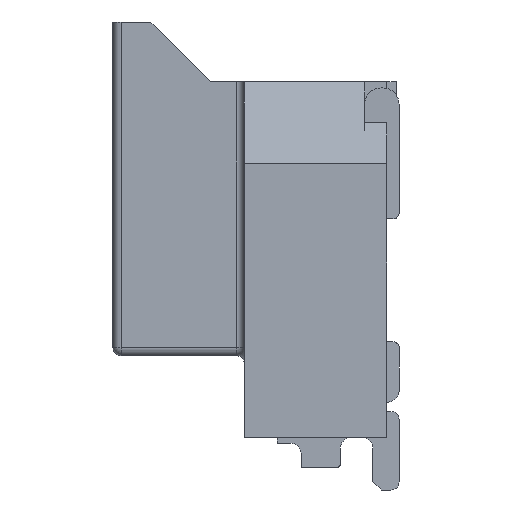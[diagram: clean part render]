
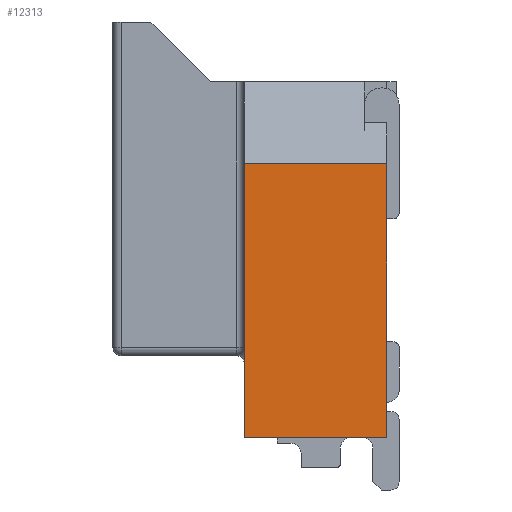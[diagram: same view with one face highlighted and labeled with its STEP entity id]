
A CAD part, left-side view. The second image highlights one B-rep face of the part: STEP entity #12313.
In plain terms, the highlighted planar face has unit normal (-1, 0, 0).
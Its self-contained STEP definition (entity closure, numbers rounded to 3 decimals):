
#25=DIRECTION('',(0.,0.,1.));
#26=VECTOR('',#25,6.69);
#27=CARTESIAN_POINT('',(-11.87,-1.74,-4.345));
#28=LINE('',#27,#26);
#3273=DIRECTION('',(0.,0.,1.));
#3274=VECTOR('',#3273,6.69);
#3275=CARTESIAN_POINT('',(-11.87,1.74,-4.345));
#3276=LINE('',#3275,#3274);
#4449=DIRECTION('',(0.,-1.,0.));
#4450=VECTOR('',#4449,3.48);
#4451=CARTESIAN_POINT('',(-11.87,1.74,2.345));
#4452=LINE('',#4451,#4450);
#4453=DIRECTION('',(0.,1.,0.));
#4454=VECTOR('',#4453,3.48);
#4455=CARTESIAN_POINT('',(-11.87,-1.74,-4.345));
#4456=LINE('',#4455,#4454);
#4473=CARTESIAN_POINT('',(-11.87,-1.74,-4.345));
#4474=CARTESIAN_POINT('',(-11.87,1.74,-4.345));
#4475=VERTEX_POINT('',#4473);
#4476=VERTEX_POINT('',#4474);
#5569=CARTESIAN_POINT('',(-11.87,1.74,2.345));
#5570=CARTESIAN_POINT('',(-11.87,-1.74,2.345));
#5571=VERTEX_POINT('',#5569);
#5572=VERTEX_POINT('',#5570);
#12302=CARTESIAN_POINT('',(-11.87,-1.74,-4.345));
#12303=DIRECTION('',(-1.,0.,0.));
#12304=DIRECTION('',(0.,0.,1.));
#12305=AXIS2_PLACEMENT_3D('',#12302,#12303,#12304);
#12306=PLANE('',#12305);
#12307=ORIENTED_EDGE('',*,*,#12235,.T.);
#12308=ORIENTED_EDGE('',*,*,#5906,.F.);
#12309=ORIENTED_EDGE('',*,*,#6694,.T.);
#12310=ORIENTED_EDGE('',*,*,#10572,.T.);
#12311=EDGE_LOOP('',(#12307,#12308,#12309,#12310));
#12312=FACE_OUTER_BOUND('',#12311,.F.);
#12313=ADVANCED_FACE('',(#12312),#12306,.T.);
#5906=EDGE_CURVE('',#4475,#5572,#28,.T.);
#6694=EDGE_CURVE('',#4475,#4476,#4456,.T.);
#10572=EDGE_CURVE('',#4476,#5571,#3276,.T.);
#12235=EDGE_CURVE('',#5571,#5572,#4452,.T.);
